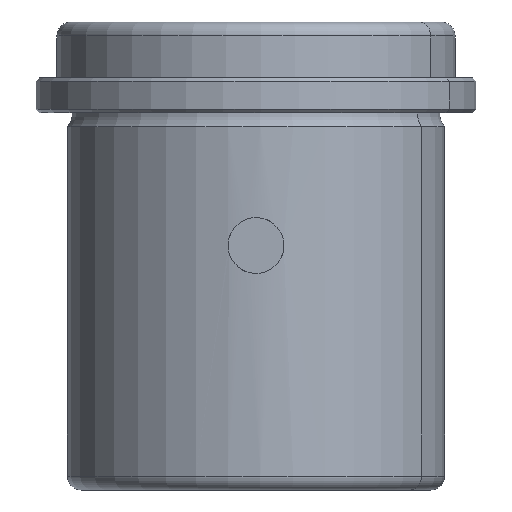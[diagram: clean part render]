
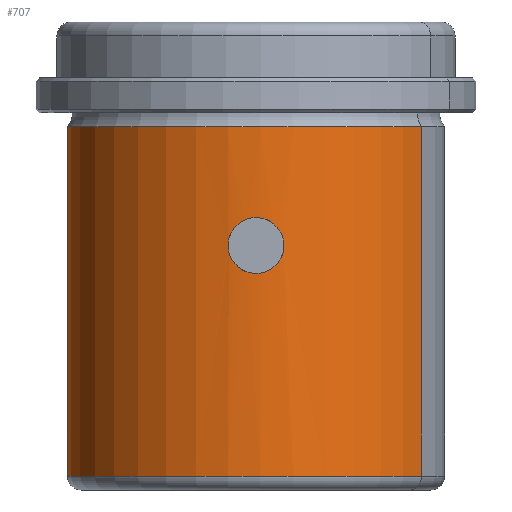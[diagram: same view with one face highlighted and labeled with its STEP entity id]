
A CAD part, front view. The second image highlights one B-rep face of the part: STEP entity #707.
In plain terms, the highlighted cylindrical face has radius 27 mm (diameter 54 mm), a partial arc.
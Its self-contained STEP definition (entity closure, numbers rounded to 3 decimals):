
#113=CARTESIAN_POINT('Vertex',(-3.51,-26.771,-17.082)) ;
#117=CARTESIAN_POINT('Control Point',(3.51,-26.771,-20.918)) ;
#118=CARTESIAN_POINT('Control Point',(3.321,-26.796,-21.263)) ;
#119=CARTESIAN_POINT('Control Point',(3.09,-26.824,-21.586)) ;
#120=CARTESIAN_POINT('Control Point',(2.82,-26.855,-21.878)) ;
#121=CARTESIAN_POINT('Control Point',(1.912,-26.944,-22.644)) ;
#122=CARTESIAN_POINT('Control Point',(0.765,-27.007,-23.047)) ;
#123=CARTESIAN_POINT('Control Point',(-0.054,-27.019,-23.119)) ;
#124=CARTESIAN_POINT('Control Point',(-1.657,-26.974,-22.853)) ;
#125=CARTESIAN_POINT('Control Point',(-2.95,-26.849,-21.875)) ;
#126=CARTESIAN_POINT('Control Point',(-3.461,-26.781,-21.234)) ;
#127=CARTESIAN_POINT('Control Point',(-4.023,-26.699,-19.982)) ;
#128=CARTESIAN_POINT('Control Point',(-4.039,-26.696,-18.628)) ;
#129=CARTESIAN_POINT('Control Point',(-3.95,-26.71,-18.08)) ;
#130=CARTESIAN_POINT('Control Point',(-3.771,-26.737,-17.559)) ;
#131=CARTESIAN_POINT('Control Point',(-3.51,-26.771,-17.082)) ;
#132=CARTESIAN_POINT('Vertex',(3.51,-26.771,-20.918)) ;
#262=CARTESIAN_POINT('Vertex',(23.695,-12.944,-52.)) ;
#265=CARTESIAN_POINT('Axis2P3D Location',(0.,0.,-52.)) ;
#269=CARTESIAN_POINT('Vertex',(-23.695,12.944,-52.)) ;
#301=CARTESIAN_POINT('Axis2P3D Location',(0.,0.,-20.5)) ;
#306=CARTESIAN_POINT('Line Origine',(-23.695,12.944,-28.)) ;
#310=CARTESIAN_POINT('Vertex',(-23.695,12.944,-2.)) ;
#317=CARTESIAN_POINT('Vertex',(23.695,-12.944,-2.)) ;
#320=CARTESIAN_POINT('Line Origine',(23.695,-12.944,-28.)) ;
#654=CARTESIAN_POINT('Axis2P3D Location',(0.,0.,-2.)) ;
#687=CARTESIAN_POINT('Control Point',(-3.51,-26.771,-17.082)) ;
#688=CARTESIAN_POINT('Control Point',(-3.321,-26.796,-16.737)) ;
#689=CARTESIAN_POINT('Control Point',(-3.09,-26.824,-16.414)) ;
#690=CARTESIAN_POINT('Control Point',(-2.82,-26.855,-16.122)) ;
#691=CARTESIAN_POINT('Control Point',(-1.912,-26.944,-15.356)) ;
#692=CARTESIAN_POINT('Control Point',(-0.765,-27.007,-14.953)) ;
#693=CARTESIAN_POINT('Control Point',(0.054,-27.019,-14.881)) ;
#694=CARTESIAN_POINT('Control Point',(1.657,-26.974,-15.147)) ;
#695=CARTESIAN_POINT('Control Point',(2.95,-26.849,-16.125)) ;
#696=CARTESIAN_POINT('Control Point',(3.461,-26.781,-16.766)) ;
#697=CARTESIAN_POINT('Control Point',(4.023,-26.699,-18.018)) ;
#698=CARTESIAN_POINT('Control Point',(4.039,-26.696,-19.372)) ;
#699=CARTESIAN_POINT('Control Point',(3.95,-26.71,-19.92)) ;
#700=CARTESIAN_POINT('Control Point',(3.771,-26.737,-20.441)) ;
#701=CARTESIAN_POINT('Control Point',(3.51,-26.771,-20.918)) ;
#266=DIRECTION('Axis2P3D Direction',(0.,0.,-1.)) ;
#302=DIRECTION('Axis2P3D Direction',(0.,0.,-1.)) ;
#303=DIRECTION('Axis2P3D XDirection',(-0.878,0.479,-0.)) ;
#307=DIRECTION('Vector Direction',(0.,0.,-1.)) ;
#321=DIRECTION('Vector Direction',(0.,0.,-1.)) ;
#655=DIRECTION('Axis2P3D Direction',(0.,0.,-1.)) ;
#267=AXIS2_PLACEMENT_3D('Circle Axis2P3D',#265,#266,$) ;
#304=AXIS2_PLACEMENT_3D('Cylinder Axis2P3D',#301,#302,#303) ;
#656=AXIS2_PLACEMENT_3D('Circle Axis2P3D',#654,#655,$) ;
#681=ORIENTED_EDGE('',*,*,#324,.T.) ;
#682=ORIENTED_EDGE('',*,*,#658,.T.) ;
#683=ORIENTED_EDGE('',*,*,#312,.F.) ;
#684=ORIENTED_EDGE('',*,*,#271,.F.) ;
#704=ORIENTED_EDGE('',*,*,#134,.T.) ;
#705=ORIENTED_EDGE('',*,*,#702,.T.) ;
#706=FACE_BOUND('',#703,.T.) ;
#308=VECTOR('Line Direction',#307,1.) ;
#322=VECTOR('Line Direction',#321,1.) ;
#707=ADVANCED_FACE('PartBody',(#685,#706),#305,.T.) ;
#116=B_SPLINE_CURVE_WITH_KNOTS('',5,(#117,#118,#119,#120,#121,#122,#123,#124,#125,#126,#127,#128,#129,#130,#131),.UNSPECIFIED.,.F.,.U.,(6,3,3,3,6),(0.,2.791,8.362,13.947,17.796),.UNSPECIFIED.) ;
#686=B_SPLINE_CURVE_WITH_KNOTS('',5,(#687,#688,#689,#690,#691,#692,#693,#694,#695,#696,#697,#698,#699,#700,#701),.UNSPECIFIED.,.F.,.U.,(6,3,3,3,6),(0.,2.791,8.362,13.947,17.796),.UNSPECIFIED.) ;
#268=CIRCLE('generated circle',#267,27.) ;
#657=CIRCLE('generated circle',#656,27.) ;
#305=CYLINDRICAL_SURFACE('generated cylinder',#304,27.) ;
#134=EDGE_CURVE('',#133,#114,#116,.T.) ;
#271=EDGE_CURVE('',#263,#270,#268,.T.) ;
#312=EDGE_CURVE('',#270,#311,#309,.F.) ;
#324=EDGE_CURVE('',#263,#318,#323,.F.) ;
#658=EDGE_CURVE('',#318,#311,#657,.T.) ;
#702=EDGE_CURVE('',#114,#133,#686,.T.) ;
#680=EDGE_LOOP('',(#681,#682,#683,#684)) ;
#703=EDGE_LOOP('',(#704,#705)) ;
#685=FACE_OUTER_BOUND('',#680,.T.) ;
#309=LINE('Line',#306,#308) ;
#323=LINE('Line',#320,#322) ;
#114=VERTEX_POINT('',#113) ;
#133=VERTEX_POINT('',#132) ;
#263=VERTEX_POINT('',#262) ;
#270=VERTEX_POINT('',#269) ;
#311=VERTEX_POINT('',#310) ;
#318=VERTEX_POINT('',#317) ;
